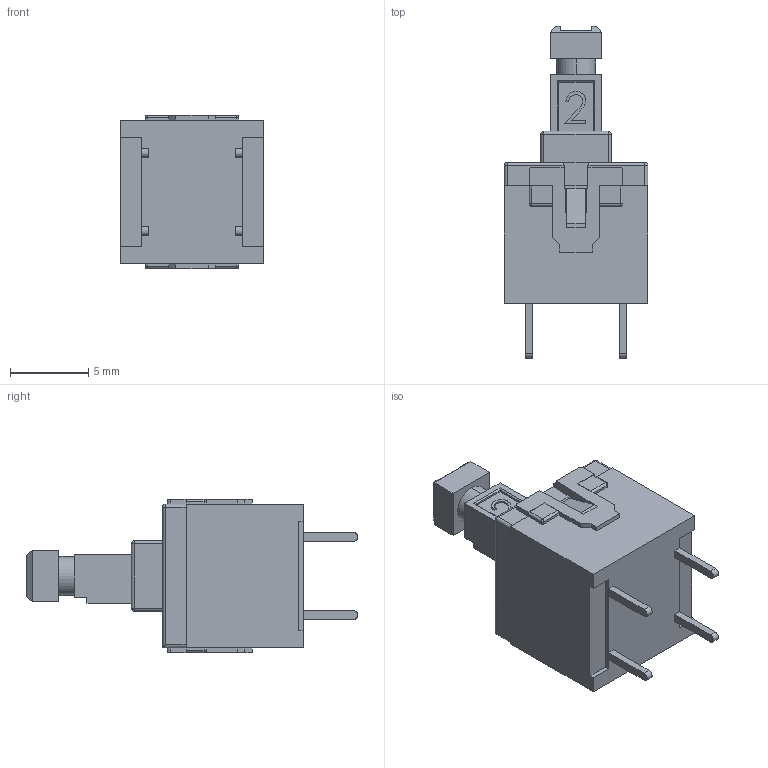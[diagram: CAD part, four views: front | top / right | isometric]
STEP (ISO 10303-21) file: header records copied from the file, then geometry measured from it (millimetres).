
FILE_DESCRIPTION (( 'STEP AP214' ), '1' );
FILE_NAME ('PVA1EEH1.STEP', '2021-02-12T02:32:00', ( '' ), ( '' ), 'SwSTEP 2.0', 'SolidWorks 2017', '' );
FILE_SCHEMA (( 'AUTOMOTIVE_DESIGN' ));
Length unit declared in the file: millimetre
Products named in the file (1): PVA1EEH1
Bounding box: 9.2 x 21.24 x 9.8 mm (x, y, z)
Volume: 867.6 mm3; surface area: 908.5 mm2
Topology: 7 solids, 7 shells, 205 faces, 540 edges, 338 vertices
Faces by surface type: plane 149, cylinder 39, sphere 11, bspline 6
Entity records: 6584 total; most frequent: CARTESIAN_POINT 1491, ORIENTED_EDGE 1058, DIRECTION 986, EDGE_CURVE 529, LINE 440, VECTOR 440, VERTEX_POINT 338, AXIS2_PLACEMENT_3D 273
